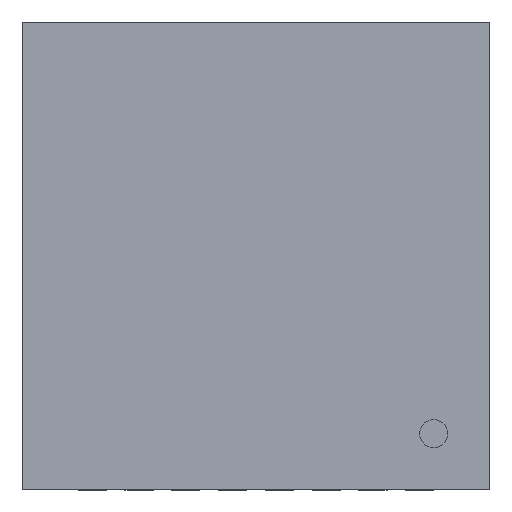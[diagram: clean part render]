
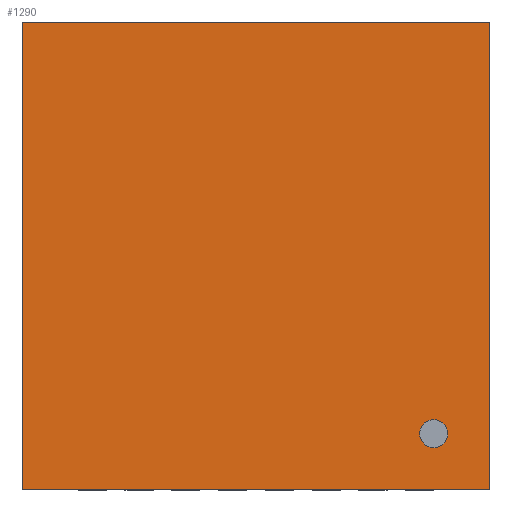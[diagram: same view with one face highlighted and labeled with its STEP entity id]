
A CAD part, top view. The second image highlights one B-rep face of the part: STEP entity #1290.
In plain terms, the highlighted planar face has unit normal (0, 0, 1).
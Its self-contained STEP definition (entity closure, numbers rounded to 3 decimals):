
#112 = VERTEX_POINT('',#113);
#113 = CARTESIAN_POINT('',(-2.5,2.5,0.8));
#119 = EDGE_CURVE('',#112,#120,#122,.T.);
#120 = VERTEX_POINT('',#121);
#121 = CARTESIAN_POINT('',(2.5,2.5,0.8));
#122 = LINE('',#123,#124);
#123 = CARTESIAN_POINT('',(-2.5,2.5,0.8));
#124 = VECTOR('',#125,1.);
#125 = DIRECTION('',(1.,0.,0.));
#1272 = EDGE_CURVE('',#120,#1273,#1275,.T.);
#1273 = VERTEX_POINT('',#1274);
#1274 = CARTESIAN_POINT('',(2.5,-2.5,0.8));
#1275 = LINE('',#1276,#1277);
#1276 = CARTESIAN_POINT('',(2.5,2.5,0.8));
#1277 = VECTOR('',#1278,1.);
#1278 = DIRECTION('',(0.,-1.,0.));
#1290 = ADVANCED_FACE('',(#1291,#1309),#1320,.F.);
#1291 = FACE_BOUND('',#1292,.F.);
#1292 = EDGE_LOOP('',(#1293,#1294,#1295,#1303));
#1293 = ORIENTED_EDGE('',*,*,#119,.T.);
#1294 = ORIENTED_EDGE('',*,*,#1272,.T.);
#1295 = ORIENTED_EDGE('',*,*,#1296,.T.);
#1296 = EDGE_CURVE('',#1273,#1297,#1299,.T.);
#1297 = VERTEX_POINT('',#1298);
#1298 = CARTESIAN_POINT('',(-2.5,-2.5,0.8));
#1299 = LINE('',#1300,#1301);
#1300 = CARTESIAN_POINT('',(2.5,-2.5,0.8));
#1301 = VECTOR('',#1302,1.);
#1302 = DIRECTION('',(-1.,0.,0.));
#1303 = ORIENTED_EDGE('',*,*,#1304,.T.);
#1304 = EDGE_CURVE('',#1297,#112,#1305,.T.);
#1305 = LINE('',#1306,#1307);
#1306 = CARTESIAN_POINT('',(-2.5,-2.5,0.8));
#1307 = VECTOR('',#1308,1.);
#1308 = DIRECTION('',(0.,1.,0.));
#1309 = FACE_BOUND('',#1310,.F.);
#1310 = EDGE_LOOP('',(#1311));
#1311 = ORIENTED_EDGE('',*,*,#1312,.T.);
#1312 = EDGE_CURVE('',#1313,#1313,#1315,.T.);
#1313 = VERTEX_POINT('',#1314);
#1314 = CARTESIAN_POINT('',(2.05,-1.9,0.8));
#1315 = CIRCLE('',#1316,0.15);
#1316 = AXIS2_PLACEMENT_3D('',#1317,#1318,#1319);
#1317 = CARTESIAN_POINT('',(1.9,-1.9,0.8));
#1318 = DIRECTION('',(0.,0.,1.));
#1319 = DIRECTION('',(1.,0.,0.));
#1320 = PLANE('',#1321);
#1321 = AXIS2_PLACEMENT_3D('',#1322,#1323,#1324);
#1322 = CARTESIAN_POINT('',(0.,0.,0.8));
#1323 = DIRECTION('',(-0.,-0.,-1.));
#1324 = DIRECTION('',(-1.,0.,0.));
